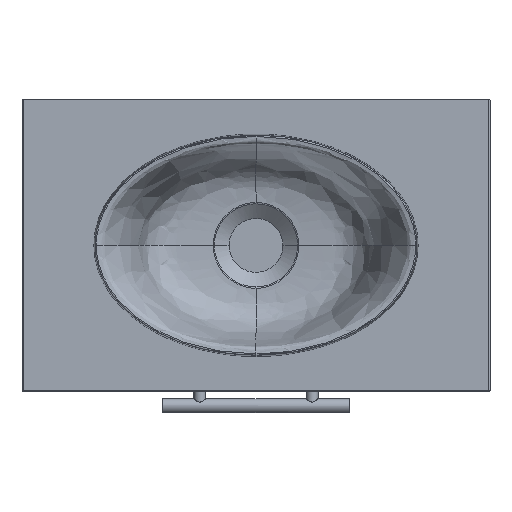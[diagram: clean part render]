
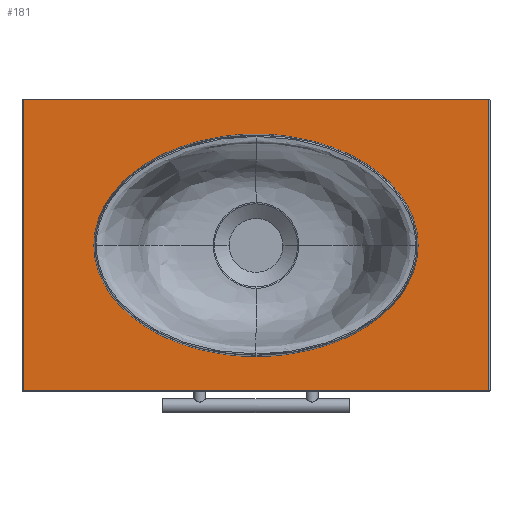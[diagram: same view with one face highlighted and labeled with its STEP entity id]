
A CAD part, top view. The second image highlights one B-rep face of the part: STEP entity #181.
In plain terms, the highlighted face is planar.
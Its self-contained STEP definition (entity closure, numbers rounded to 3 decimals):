
#170=FACE_BOUND('',#466,.T.);
#181=ADVANCED_FACE('',(#323,#170),#2028,.T.);
#323=FACE_OUTER_BOUND('',#465,.T.);
#465=EDGE_LOOP('',(#628,#629,#630,#631));
#466=EDGE_LOOP('',(#632,#633));
#628=ORIENTED_EDGE('',*,*,#1238,.T.);
#629=ORIENTED_EDGE('',*,*,#1236,.T.);
#630=ORIENTED_EDGE('',*,*,#1237,.T.);
#631=ORIENTED_EDGE('',*,*,#1232,.F.);
#632=ORIENTED_EDGE('',*,*,#1216,.F.);
#633=ORIENTED_EDGE('',*,*,#1254,.T.);
#1216=EDGE_CURVE('',#1824,#1825,#1770,.T.);
#1232=EDGE_CURVE('',#1840,#1841,#1534,.T.);
#1236=EDGE_CURVE('',#1844,#1845,#1538,.T.);
#1237=EDGE_CURVE('',#1845,#1841,#1539,.T.);
#1238=EDGE_CURVE('',#1840,#1844,#1540,.T.);
#1254=EDGE_CURVE('',#1824,#1825,#1772,.T.);
#1534=B_SPLINE_CURVE_WITH_KNOTS('',1,(#2850,#2851),.UNSPECIFIED.,.F.,.F.,
(2,2),(0.,398.),.UNSPECIFIED.);
#1538=B_SPLINE_CURVE_WITH_KNOTS('',1,(#2858,#2859),.UNSPECIFIED.,.F.,.F.,
(2,2),(0.,398.),.UNSPECIFIED.);
#1539=B_SPLINE_CURVE_WITH_KNOTS('',1,(#2860,#2861),.UNSPECIFIED.,.F.,.F.,
(2,2),(0.,249.),.UNSPECIFIED.);
#1540=B_SPLINE_CURVE_WITH_KNOTS('',1,(#2862,#2863),.UNSPECIFIED.,.F.,.F.,
(2,2),(0.,249.),.UNSPECIFIED.);
#1770=(
BOUNDED_CURVE()
B_SPLINE_CURVE(3,(#2814,#2815,#2816,#2817),.UNSPECIFIED.,.F.,.F.)
B_SPLINE_CURVE_WITH_KNOTS((4,4),(0.,1.),.UNSPECIFIED.)
CURVE()
GEOMETRIC_REPRESENTATION_ITEM()
RATIONAL_B_SPLINE_CURVE((1.,0.333,0.333,1.))
REPRESENTATION_ITEM('')
);
#1772=(
BOUNDED_CURVE()
B_SPLINE_CURVE(3,(#2894,#2895,#2896,#2897),.UNSPECIFIED.,.F.,.F.)
B_SPLINE_CURVE_WITH_KNOTS((4,4),(-1.,0.),.UNSPECIFIED.)
CURVE()
GEOMETRIC_REPRESENTATION_ITEM()
RATIONAL_B_SPLINE_CURVE((1.,0.333,0.333,1.))
REPRESENTATION_ITEM('')
);
#1824=VERTEX_POINT('',#2782);
#1825=VERTEX_POINT('',#2783);
#1840=VERTEX_POINT('',#2798);
#1841=VERTEX_POINT('',#2799);
#1844=VERTEX_POINT('',#2802);
#1845=VERTEX_POINT('',#2803);
#2028=PLANE('',#2340);
#2340=AXIS2_PLACEMENT_3D('',#2577,#2448,$);
#2448=DIRECTION('',(0.,1.,0.));
#2577=CARTESIAN_POINT('',(-238.8,90.,-216.));
#2782=CARTESIAN_POINT('',(135.,90.,0.));
#2783=CARTESIAN_POINT('',(-135.,90.,0.));
#2798=CARTESIAN_POINT('',(-199.,90.,-125.));
#2799=CARTESIAN_POINT('',(199.,90.,-125.));
#2802=CARTESIAN_POINT('',(-199.,90.,124.));
#2803=CARTESIAN_POINT('',(199.,90.,124.));
#2814=CARTESIAN_POINT('',(135.,90.,0.));
#2815=CARTESIAN_POINT('',(135.,90.,-180.));
#2816=CARTESIAN_POINT('',(-135.,90.,-180.));
#2817=CARTESIAN_POINT('',(-135.,90.,0.));
#2850=CARTESIAN_POINT('',(-199.,90.,-125.));
#2851=CARTESIAN_POINT('',(199.,90.,-125.));
#2858=CARTESIAN_POINT('',(-199.,90.,124.));
#2859=CARTESIAN_POINT('',(199.,90.,124.));
#2860=CARTESIAN_POINT('',(199.,90.,124.));
#2861=CARTESIAN_POINT('',(199.,90.,-125.));
#2862=CARTESIAN_POINT('',(-199.,90.,-125.));
#2863=CARTESIAN_POINT('',(-199.,90.,124.));
#2894=CARTESIAN_POINT('',(135.,90.,0.));
#2895=CARTESIAN_POINT('',(135.,90.,180.));
#2896=CARTESIAN_POINT('',(-135.,90.,180.));
#2897=CARTESIAN_POINT('',(-135.,90.,0.));
